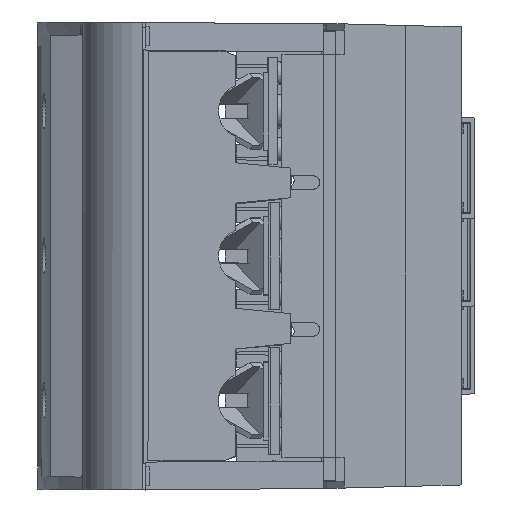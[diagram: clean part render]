
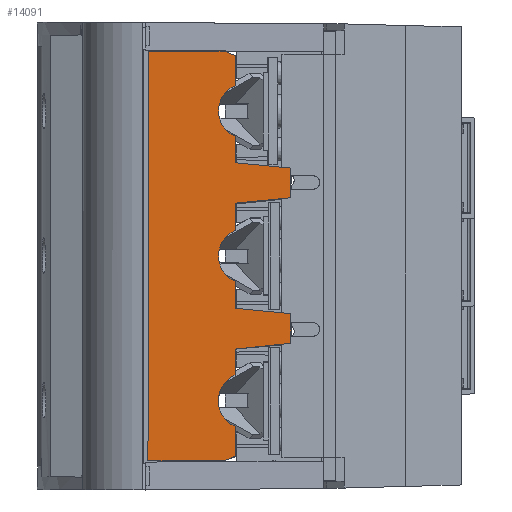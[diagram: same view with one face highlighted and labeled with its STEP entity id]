
A CAD part, left-side view. The second image highlights one B-rep face of the part: STEP entity #14091.
In plain terms, the highlighted planar face has unit normal (1, 0, 0).
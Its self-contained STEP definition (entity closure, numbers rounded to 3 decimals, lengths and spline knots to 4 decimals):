
#13335=DIRECTION('',(0.,1.,0.));
#13336=VECTOR('',#13335,1.3448);
#13337=CARTESIAN_POINT('',(-3.5078,-0.7489,
0.5118));
#13338=LINE('',#13337,#13336);
#13356=DIRECTION('',(0.,0.001,-1.));
#13357=VECTOR('',#13356,7.2441);
#13358=CARTESIAN_POINT('',(-3.5078,0.5919,
7.7559));
#13359=LINE('',#13358,#13357);
#13363=DIRECTION('',(0.,-0.921,0.389));
#13364=VECTOR('',#13363,0.215);
#13365=CARTESIAN_POINT('',(-3.5078,-0.7489,
0.5118));
#13366=LINE('',#13365,#13364);
#13370=CARTESIAN_POINT('',(-3.5078,-1.1351,
1.5728));
#13371=DIRECTION('',(1.,0.,0.));
#13372=DIRECTION('',(0.,0.388,-0.922));
#13373=AXIS2_PLACEMENT_3D('',#13370,#13371,#13372);
#13378=CARTESIAN_POINT('',(-3.5078,-1.1351,
1.5728));
#13379=DIRECTION('',(1.,0.,0.));
#13380=DIRECTION('',(0.,1.,0.));
#13381=AXIS2_PLACEMENT_3D('',#13378,#13379,#13380);
#13386=DIRECTION('',(0.,-0.008,1.));
#13387=VECTOR('',#13386,0.4612);
#13388=CARTESIAN_POINT('',(-3.5078,-0.943,
2.0259));
#13389=LINE('',#13388,#13387);
#13393=DIRECTION('',(0.,-0.995,0.104));
#13394=VECTOR('',#13393,0.9909);
#13395=CARTESIAN_POINT('',(-3.5078,-0.9469,
2.4871));
#13396=LINE('',#13395,#13394);
#13400=DIRECTION('',(0.,0.995,0.095));
#13401=VECTOR('',#13400,0.9901);
#13402=CARTESIAN_POINT('',(-3.5078,-1.9325,
3.1142));
#13403=LINE('',#13402,#13401);
#13407=CARTESIAN_POINT('',(-3.5078,-1.1438,
4.1345));
#13408=DIRECTION('',(1.,0.,0.));
#13409=DIRECTION('',(0.,0.4,-0.916));
#13410=AXIS2_PLACEMENT_3D('',#13407,#13408,#13409);
#13415=CARTESIAN_POINT('',(-3.5078,-1.1438,
4.1345));
#13416=DIRECTION('',(1.,0.,0.));
#13417=DIRECTION('',(0.,1.,0.));
#13418=AXIS2_PLACEMENT_3D('',#13415,#13416,#13417);
#13423=DIRECTION('',(0.,-0.995,0.096));
#13424=VECTOR('',#13423,0.9901);
#13425=CARTESIAN_POINT('',(-3.5078,-0.9469,
5.0681));
#13426=LINE('',#13425,#13424);
#13430=DIRECTION('',(0.,0.995,0.095));
#13431=VECTOR('',#13430,0.9901);
#13432=CARTESIAN_POINT('',(-3.5078,-1.9325,
5.6875));
#13433=LINE('',#13432,#13431);
#13437=CARTESIAN_POINT('',(-3.5078,-1.1438,
6.6967));
#13438=DIRECTION('',(1.,0.,0.));
#13439=DIRECTION('',(0.,0.4,-0.917));
#13440=AXIS2_PLACEMENT_3D('',#13437,#13438,#13439);
#13445=CARTESIAN_POINT('',(-3.5078,-1.1438,
6.6967));
#13446=DIRECTION('',(1.,0.,0.));
#13447=DIRECTION('',(0.,1.,0.));
#13448=AXIS2_PLACEMENT_3D('',#13445,#13446,#13447);
#13453=DIRECTION('',(0.,0.921,0.389));
#13454=VECTOR('',#13453,0.215);
#13455=CARTESIAN_POINT('',(-3.5078,-0.9469,
7.6722));
#13456=LINE('',#13455,#13454);
#13460=DIRECTION('',(0.,-0.006,-1.));
#13461=VECTOR('',#13460,0.5237);
#13462=CARTESIAN_POINT('',(-3.5078,-0.9439,
1.1193));
#13463=LINE('',#13462,#13461);
#13532=DIRECTION('',(0.,0.,-1.));
#13533=VECTOR('',#13532,0.5244);
#13534=CARTESIAN_POINT('',(-3.5078,-1.9325,
3.1142));
#13535=LINE('',#13534,#13533);
#13567=DIRECTION('',(0.,0.,-1.));
#13568=VECTOR('',#13567,0.4749);
#13569=CARTESIAN_POINT('',(-3.5078,-0.947,
3.6834));
#13570=LINE('',#13569,#13568);
#13611=DIRECTION('',(0.,0.,-1.));
#13612=VECTOR('',#13611,0.4826);
#13613=CARTESIAN_POINT('',(-3.5078,-0.9469,
5.0681));
#13614=LINE('',#13613,#13612);
#13646=DIRECTION('',(0.,0.,-1.));
#13647=VECTOR('',#13646,0.5244);
#13648=CARTESIAN_POINT('',(-3.5078,-1.9325,
5.6875));
#13649=LINE('',#13648,#13647);
#13681=DIRECTION('',(0.,0.,-1.));
#13682=VECTOR('',#13681,0.4638);
#13683=CARTESIAN_POINT('',(-3.5078,-0.9469,
6.2457));
#13684=LINE('',#13683,#13682);
#13725=DIRECTION('',(0.,0.,-1.));
#13726=VECTOR('',#13725,0.5244);
#13727=CARTESIAN_POINT('',(-3.5078,-0.9469,
7.6722));
#13728=LINE('',#13727,#13726);
#13774=DIRECTION('',(0.,-1.,0.));
#13775=VECTOR('',#13774,1.3408);
#13776=CARTESIAN_POINT('',(-3.5078,0.5919,
7.7559));
#13777=LINE('',#13776,#13775);
#13854=CARTESIAN_POINT('',(-3.5078,0.5959,
0.5118));
#13855=VERTEX_POINT('',#13854);
#13856=CARTESIAN_POINT('',(-3.5078,0.5919,
7.7559));
#13857=VERTEX_POINT('',#13856);
#13858=CARTESIAN_POINT('',(-3.5078,-0.7489,
0.5118));
#13859=VERTEX_POINT('',#13858);
#13860=CARTESIAN_POINT('',(-3.5078,-0.947,
0.5955));
#13861=VERTEX_POINT('',#13860);
#13862=CARTESIAN_POINT('',(-3.5078,-0.9439,
1.1193));
#13863=VERTEX_POINT('',#13862);
#13864=CARTESIAN_POINT('',(-3.5078,-0.6429,
1.5728));
#13865=VERTEX_POINT('',#13864);
#13866=CARTESIAN_POINT('',(-3.5078,-0.943,
2.0259));
#13867=VERTEX_POINT('',#13866);
#13868=CARTESIAN_POINT('',(-3.5078,-0.9469,
2.4871));
#13869=VERTEX_POINT('',#13868);
#13870=CARTESIAN_POINT('',(-3.5078,-1.9325,
2.5898));
#13871=VERTEX_POINT('',#13870);
#13872=CARTESIAN_POINT('',(-3.5078,-1.9325,
3.1142));
#13873=VERTEX_POINT('',#13872);
#13874=CARTESIAN_POINT('',(-3.5078,-0.9469,
3.2086));
#13875=VERTEX_POINT('',#13874);
#13876=CARTESIAN_POINT('',(-3.5078,-0.947,
3.6834));
#13877=VERTEX_POINT('',#13876);
#13878=CARTESIAN_POINT('',(-3.5078,-0.6517,
4.1345));
#13879=VERTEX_POINT('',#13878);
#13880=CARTESIAN_POINT('',(-3.5078,-0.947,
4.5855));
#13881=VERTEX_POINT('',#13880);
#13882=CARTESIAN_POINT('',(-3.5078,-0.9469,
5.0681));
#13883=VERTEX_POINT('',#13882);
#13884=CARTESIAN_POINT('',(-3.5078,-1.9325,
5.163));
#13885=VERTEX_POINT('',#13884);
#13886=CARTESIAN_POINT('',(-3.5078,-1.9325,
5.6875));
#13887=VERTEX_POINT('',#13886);
#13888=CARTESIAN_POINT('',(-3.5078,-0.9469,
5.7819));
#13889=VERTEX_POINT('',#13888);
#13890=CARTESIAN_POINT('',(-3.5078,-0.9469,
6.2457));
#13891=VERTEX_POINT('',#13890);
#13892=CARTESIAN_POINT('',(-3.5078,-0.6517,
6.6967));
#13893=VERTEX_POINT('',#13892);
#13894=CARTESIAN_POINT('',(-3.5078,-0.9469,
7.1477));
#13895=VERTEX_POINT('',#13894);
#13896=CARTESIAN_POINT('',(-3.5078,-0.9469,
7.6722));
#13897=VERTEX_POINT('',#13896);
#13898=CARTESIAN_POINT('',(-3.5078,-0.7489,
7.7559));
#13899=VERTEX_POINT('',#13898);
#14041=CARTESIAN_POINT('',(-3.5078,0.,0.));
#14042=DIRECTION('',(-1.,0.,0.));
#14043=DIRECTION('',(0.,-1.,0.));
#14044=AXIS2_PLACEMENT_3D('',#14041,#14042,#14043);
#14045=PLANE('',#14044);
#14046=ORIENTED_EDGE('',*,*,#14003,.T.);
#14047=ORIENTED_EDGE('',*,*,#14020,.F.);
#14048=ORIENTED_EDGE('',*,*,#14031,.T.);
#14050=ORIENTED_EDGE('',*,*,#14049,.F.);
#14052=ORIENTED_EDGE('',*,*,#14051,.T.);
#14054=ORIENTED_EDGE('',*,*,#14053,.T.);
#14056=ORIENTED_EDGE('',*,*,#14055,.T.);
#14058=ORIENTED_EDGE('',*,*,#14057,.T.);
#14060=ORIENTED_EDGE('',*,*,#14059,.F.);
#14062=ORIENTED_EDGE('',*,*,#14061,.T.);
#14064=ORIENTED_EDGE('',*,*,#14063,.F.);
#14066=ORIENTED_EDGE('',*,*,#14065,.T.);
#14068=ORIENTED_EDGE('',*,*,#14067,.T.);
#14070=ORIENTED_EDGE('',*,*,#14069,.F.);
#14072=ORIENTED_EDGE('',*,*,#14071,.T.);
#14074=ORIENTED_EDGE('',*,*,#14073,.F.);
#14076=ORIENTED_EDGE('',*,*,#14075,.T.);
#14078=ORIENTED_EDGE('',*,*,#14077,.F.);
#14080=ORIENTED_EDGE('',*,*,#14079,.T.);
#14082=ORIENTED_EDGE('',*,*,#14081,.T.);
#14084=ORIENTED_EDGE('',*,*,#14083,.F.);
#14086=ORIENTED_EDGE('',*,*,#14085,.T.);
#14088=ORIENTED_EDGE('',*,*,#14087,.F.);
#14089=EDGE_LOOP('',(#14046,#14047,#14048,#14050,#14052,#14054,#14056,#14058,
#14060,#14062,#14064,#14066,#14068,#14070,#14072,#14074,#14076,#14078,#14080,
#14082,#14084,#14086,#14088));
#14090=FACE_OUTER_BOUND('',#14089,.F.);
#13374=CIRCLE('',#13373,0.4921);
#13382=CIRCLE('',#13381,0.4921);
#13411=CIRCLE('',#13410,0.4921);
#13419=CIRCLE('',#13418,0.4921);
#13441=CIRCLE('',#13440,0.4921);
#13449=CIRCLE('',#13448,0.4921);
#14003=EDGE_CURVE('',#13857,#13855,#13359,.T.);
#14020=EDGE_CURVE('',#13859,#13855,#13338,.T.);
#14031=EDGE_CURVE('',#13859,#13861,#13366,.T.);
#14049=EDGE_CURVE('',#13863,#13861,#13463,.T.);
#14051=EDGE_CURVE('',#13863,#13865,#13374,.T.);
#14053=EDGE_CURVE('',#13865,#13867,#13382,.T.);
#14055=EDGE_CURVE('',#13867,#13869,#13389,.T.);
#14057=EDGE_CURVE('',#13869,#13871,#13396,.T.);
#14059=EDGE_CURVE('',#13873,#13871,#13535,.T.);
#14061=EDGE_CURVE('',#13873,#13875,#13403,.T.);
#14063=EDGE_CURVE('',#13877,#13875,#13570,.T.);
#14065=EDGE_CURVE('',#13877,#13879,#13411,.T.);
#14067=EDGE_CURVE('',#13879,#13881,#13419,.T.);
#14069=EDGE_CURVE('',#13883,#13881,#13614,.T.);
#14071=EDGE_CURVE('',#13883,#13885,#13426,.T.);
#14073=EDGE_CURVE('',#13887,#13885,#13649,.T.);
#14075=EDGE_CURVE('',#13887,#13889,#13433,.T.);
#14077=EDGE_CURVE('',#13891,#13889,#13684,.T.);
#14079=EDGE_CURVE('',#13891,#13893,#13441,.T.);
#14081=EDGE_CURVE('',#13893,#13895,#13449,.T.);
#14083=EDGE_CURVE('',#13897,#13895,#13728,.T.);
#14085=EDGE_CURVE('',#13897,#13899,#13456,.T.);
#14087=EDGE_CURVE('',#13857,#13899,#13777,.T.);
#14091=ADVANCED_FACE('',(#14090),#14045,.F.);
